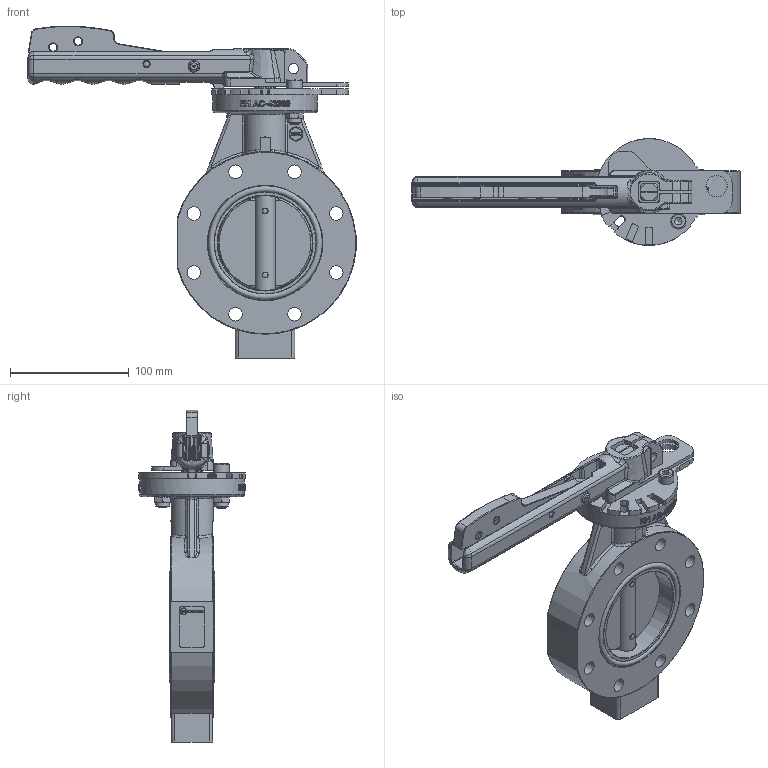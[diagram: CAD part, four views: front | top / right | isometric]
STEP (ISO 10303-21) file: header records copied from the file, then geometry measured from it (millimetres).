
FILE_DESCRIPTION(/* description */ (''),/* implementation_level */ '2;1');
FILE_NAME(/* name */ 'TW-M DN80.stp',/* time_stamp */ '2019-05-17T08:27:52+02:00',/* author */ ('hellwig'),/* organization */ (''),/* preprocessor_version */ 'ST-DEVELOPER v16.5',/* originating_system */ 'Autodesk Inventor 2017',/* authorisation */ '');
FILE_SCHEMA (('AUTOMOTIVE_DESIGN { 1 0 10303 214 3 1 1 }'));
Products named in the file (1): M29763
Bounding box: 276.73 x 90 x 280.04 mm (x, y, z)
Volume: 819132.3 mm3; surface area: 207731.6 mm2
Topology: 1 solids, 41 shells, 1747 faces, 4402 edges, 2724 vertices
Faces by surface type: plane 632, cylinder 496, bspline 440, torus 85, cone 72, sphere 22
Full cylindrical faces by diameter (mm): 0.1 x2, 4.134 x4, 5 x9, 5.3 x2, 5.5 x4, 6.5 x5, 8 x4, 8.5 x6, 9 x4, 10 x6, 11.5 x8, 11.63 x2, 12 x1, 13 x1, 14.8 x6, 15.24 x1, 18 x13, 18.2 x4, 19 x2, 20 x4, 23 x1, 25 x3, 26 x1, 32 x2, 55.1 x1, 80 x1, 86 x4, 88 x1, 97 x2
Entity records: 93123 total; most frequent: CARTESIAN_POINT 52414, ORIENTED_EDGE 8234, DIRECTION 7526, EDGE_CURVE 4097, AXIS2_PLACEMENT_3D 2850, VERTEX_POINT 2642, EDGE_LOOP 2131, LINE 1826
